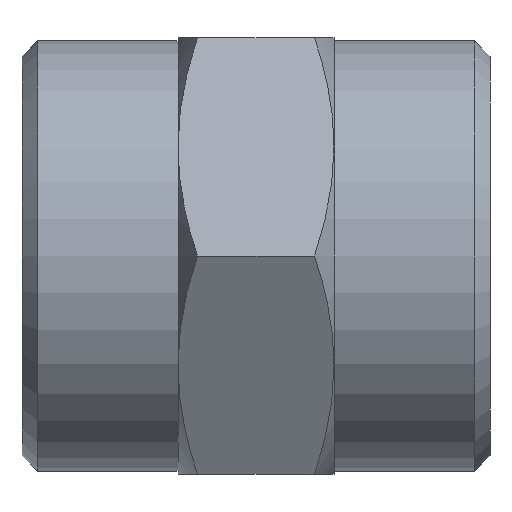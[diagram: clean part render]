
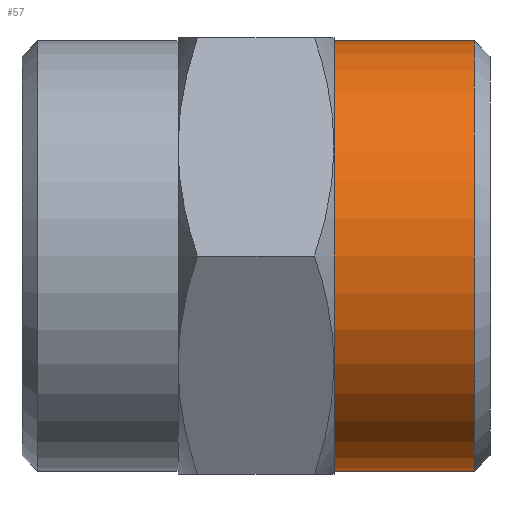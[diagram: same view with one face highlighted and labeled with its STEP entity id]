
A CAD part, left-side view. The second image highlights one B-rep face of the part: STEP entity #57.
In plain terms, the highlighted cylindrical face has radius 6.9 mm (diameter 13.8 mm), a full revolution.
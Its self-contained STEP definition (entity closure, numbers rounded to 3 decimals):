
#57 = ADVANCED_FACE( '', ( #135, #136 ), #137, .T. );
#135 = FACE_OUTER_BOUND( '', #240, .T. );
#136 = FACE_OUTER_BOUND( '', #241, .T. );
#137 = CYLINDRICAL_SURFACE( '', #242, 6.9 );
#240 = EDGE_LOOP( '', ( #345 ) );
#241 = EDGE_LOOP( '', ( #346 ) );
#242 = AXIS2_PLACEMENT_3D( '', #347, #348, #349 );
#345 = ORIENTED_EDGE( '', *, *, #559, .F. );
#346 = ORIENTED_EDGE( '', *, *, #560, .F. );
#347 = CARTESIAN_POINT( '', ( 0., -7.5, 0. ) );
#348 = DIRECTION( '', ( 0., 1., 0. ) );
#349 = DIRECTION( '', ( 0., 0., -1. ) );
#559 = EDGE_CURVE( '', #645, #645, #646, .T. );
#560 = EDGE_CURVE( '', #647, #647, #648, .T. );
#645 = VERTEX_POINT( '', #770 );
#646 = CIRCLE( '', #771, 6.9 );
#647 = VERTEX_POINT( '', #772 );
#648 = CIRCLE( '', #773, 6.9 );
#770 = CARTESIAN_POINT( '', ( 0., -7., -6.9 ) );
#771 = AXIS2_PLACEMENT_3D( '', #1013, #1014, #1015 );
#772 = CARTESIAN_POINT( '', ( 0., -2.5, 6.9 ) );
#773 = AXIS2_PLACEMENT_3D( '', #1016, #1017, #1018 );
#1013 = CARTESIAN_POINT( '', ( 0., -7., 0. ) );
#1014 = DIRECTION( '', ( 0., -1., 0. ) );
#1015 = DIRECTION( '', ( 0., 0., -1. ) );
#1016 = CARTESIAN_POINT( '', ( 0., -2.5, 0. ) );
#1017 = DIRECTION( '', ( 0., 1., 0. ) );
#1018 = DIRECTION( '', ( 0., 0., 1. ) );
